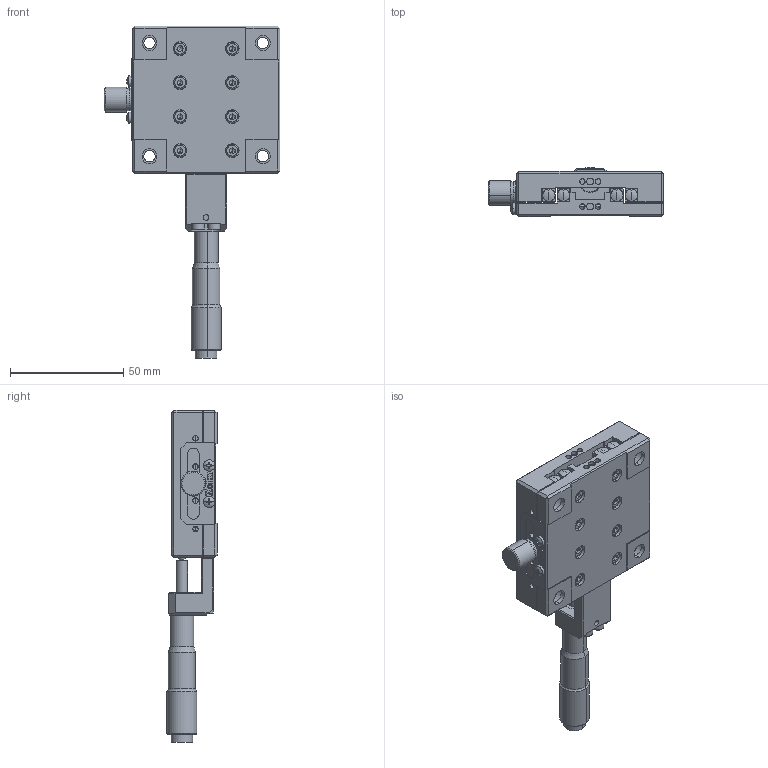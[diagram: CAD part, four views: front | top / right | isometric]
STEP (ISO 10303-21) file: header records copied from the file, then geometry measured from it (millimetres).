
FILE_DESCRIPTION (( 'STEP AP203' ), '1' );
FILE_NAME ('AK25A-6520C.step', '2019-05-08T06:36:50', ( '' ), ( '' ), 'SwSTEP 2.0', 'SolidWorks 2017', '' );
FILE_SCHEMA (( 'CONFIG_CONTROL_DESIGN' ));
Length unit declared in the file: millimetre
Products named in the file (1): AK25A-6520C
Bounding box: 77.5 x 22.09 x 146.5 mm (x, y, z)
Surface area: 34760.6 mm2 (no closed solid volume)
Topology: 0 solids, 40 shells, 651 faces, 2256 edges, 1534 vertices
Faces by surface type: plane 367, cylinder 164, cone 60, torus 38, bspline 16, sphere 6
Entity records: 24286 total; most frequent: CARTESIAN_POINT 4881, DIRECTION 4177, ORIENTED_EDGE 3535, EDGE_CURVE 2199, VERTEX_POINT 1531, AXIS2_PLACEMENT_3D 1393, VECTOR 1391, LINE 1391
